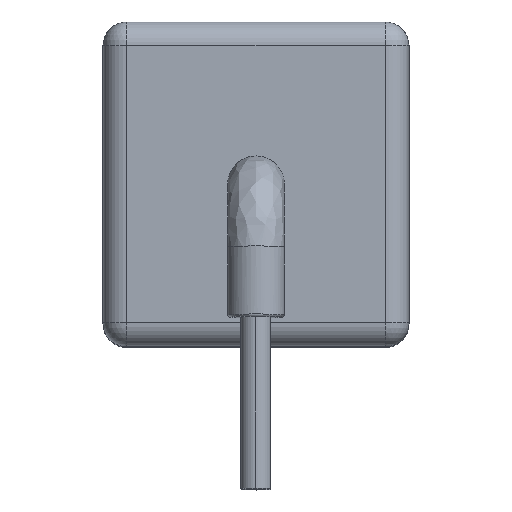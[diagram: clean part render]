
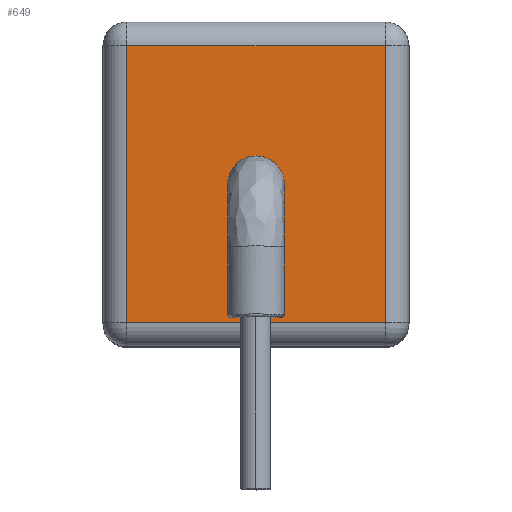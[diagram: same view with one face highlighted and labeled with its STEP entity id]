
A CAD part, top view. The second image highlights one B-rep face of the part: STEP entity #649.
In plain terms, the highlighted planar face has unit normal (0, 0, 1).
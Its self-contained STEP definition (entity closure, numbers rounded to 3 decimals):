
#53 = ORIENTED_EDGE ( 'NONE', *, *, #660, .T. ) ;
#58 = ORIENTED_EDGE ( 'NONE', *, *, #661, .T. ) ;
#62 = ORIENTED_EDGE ( 'NONE', *, *, #675, .T. ) ;
#68 = ORIENTED_EDGE ( 'NONE', *, *, #708, .T. ) ;
#71 = EDGE_LOOP ( 'NONE', ( #68, #58, #53, #62 ) ) ;
#91 = EDGE_LOOP ( 'NONE', ( #994, #1043 ) ) ;
#166 = PLANE ( 'NONE',  #1186 ) ;
#167 = CARTESIAN_POINT ( 'NONE',  ( 0., 0., 9.5 ) ) ;
#168 = DIRECTION ( 'NONE',  ( 0., 0., -1. ) ) ;
#169 = DIRECTION ( 'NONE',  ( -1., 0., 0. ) ) ;
#426 = LINE ( 'NONE', #427, #1225 ) ;
#427 = CARTESIAN_POINT ( 'NONE',  ( 0., -5.858, 9.5 ) ) ;
#428 = DIRECTION ( 'NONE',  ( 1., 0., 0. ) ) ;
#430 = LINE ( 'NONE', #431, #1229 ) ;
#431 = CARTESIAN_POINT ( 'NONE',  ( -5.458, 0., 9.5 ) ) ;
#432 = DIRECTION ( 'NONE',  ( 0., -1., 0. ) ) ;
#505 = LINE ( 'NONE', #506, #1231 ) ;
#506 = CARTESIAN_POINT ( 'NONE',  ( 5.458, 0., 9.5 ) ) ;
#507 = DIRECTION ( 'NONE',  ( 0., 1., 0. ) ) ;
#555 = CARTESIAN_POINT ( 'NONE',  ( 0., 0., 9.5 ) ) ;
#556 = DIRECTION ( 'NONE',  ( 0., 0., 1. ) ) ;
#557 = DIRECTION ( 'NONE',  ( 1., 0., 0. ) ) ;
#649 = ADVANCED_FACE ( 'NONE', ( #1235, #1234 ), #166, .F. ) ;
#660 = EDGE_CURVE ( 'NONE', #1001, #1014, #426, .T. ) ;
#661 = EDGE_CURVE ( 'NONE', #1062, #1001, #430, .T. ) ;
#675 = EDGE_CURVE ( 'NONE', #1014, #1068, #505, .T. ) ;
#687 = EDGE_CURVE ( 'NONE', #942, #1059, #799, .T. ) ;
#704 = EDGE_CURVE ( 'NONE', #1059, #942, #772, .T. ) ;
#708 = EDGE_CURVE ( 'NONE', #1068, #1062, #1356, .T. ) ;
#772 = CIRCLE ( 'NONE', #904, 1.199 ) ;
#799 = CIRCLE ( 'NONE', #1212, 1.199 ) ;
#857 = VECTOR ( 'NONE', #1358, 1000. ) ;
#904 = AXIS2_PLACEMENT_3D ( 'NONE', #1324, #1325, #1326 ) ;
#942 = VERTEX_POINT ( 'NONE', #1562 ) ;
#994 = ORIENTED_EDGE ( 'NONE', *, *, #687, .F. ) ;
#1001 = VERTEX_POINT ( 'NONE', #1575 ) ;
#1014 = VERTEX_POINT ( 'NONE', #1581 ) ;
#1043 = ORIENTED_EDGE ( 'NONE', *, *, #704, .F. ) ;
#1059 = VERTEX_POINT ( 'NONE', #1596 ) ;
#1062 = VERTEX_POINT ( 'NONE', #1597 ) ;
#1068 = VERTEX_POINT ( 'NONE', #1601 ) ;
#1186 = AXIS2_PLACEMENT_3D ( 'NONE', #167, #168, #169 ) ;
#1212 = AXIS2_PLACEMENT_3D ( 'NONE', #555, #556, #557 ) ;
#1225 = VECTOR ( 'NONE', #428, 1000. ) ;
#1229 = VECTOR ( 'NONE', #432, 1000. ) ;
#1231 = VECTOR ( 'NONE', #507, 1000. ) ;
#1234 = FACE_BOUND ( 'NONE', #91, .T. ) ;
#1235 = FACE_OUTER_BOUND ( 'NONE', #71, .T. ) ;
#1324 = CARTESIAN_POINT ( 'NONE',  ( 0., 0., 9.5 ) ) ;
#1325 = DIRECTION ( 'NONE',  ( 0., 0., 1. ) ) ;
#1326 = DIRECTION ( 'NONE',  ( 1., 0., 0. ) ) ;
#1356 = LINE ( 'NONE', #1357, #857 ) ;
#1357 = CARTESIAN_POINT ( 'NONE',  ( 0., 5.858, 9.5 ) ) ;
#1358 = DIRECTION ( 'NONE',  ( -1., 0., 0. ) ) ;
#1562 = CARTESIAN_POINT ( 'NONE',  ( 1.199, 0., 9.5 ) ) ;
#1575 = CARTESIAN_POINT ( 'NONE',  ( -5.458, -5.858, 9.5 ) ) ;
#1581 = CARTESIAN_POINT ( 'NONE',  ( 5.458, -5.858, 9.5 ) ) ;
#1596 = CARTESIAN_POINT ( 'NONE',  ( -1.199, 0., 9.5 ) ) ;
#1597 = CARTESIAN_POINT ( 'NONE',  ( -5.458, 5.858, 9.5 ) ) ;
#1601 = CARTESIAN_POINT ( 'NONE',  ( 5.458, 5.858, 9.5 ) ) ;
